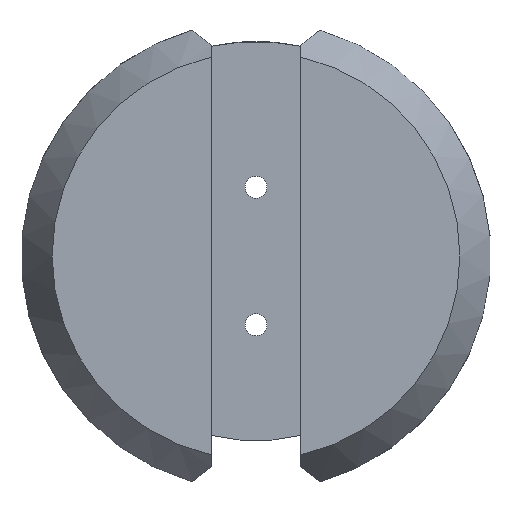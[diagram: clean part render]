
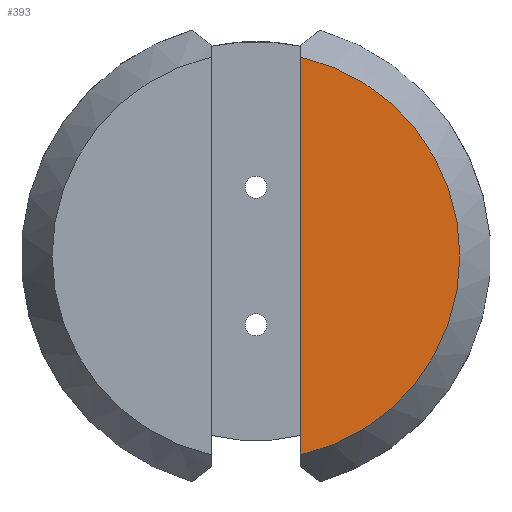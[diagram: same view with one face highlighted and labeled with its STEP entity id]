
A CAD part, front view. The second image highlights one B-rep face of the part: STEP entity #393.
In plain terms, the highlighted planar face has unit normal (0, -1, 0).
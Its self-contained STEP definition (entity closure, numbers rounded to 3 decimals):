
#32=CIRCLE('',#432,37.072);
#58=FACE_OUTER_BOUND('',#82,.T.);
#82=EDGE_LOOP('',(#289,#290));
#116=LINE('',#691,#134);
#134=VECTOR('',#504,10.);
#176=VERTEX_POINT('',#672);
#177=VERTEX_POINT('',#676);
#218=EDGE_CURVE('',#177,#176,#32,.F.);
#224=EDGE_CURVE('',#177,#176,#116,.T.);
#289=ORIENTED_EDGE('',*,*,#224,.F.);
#290=ORIENTED_EDGE('',*,*,#218,.T.);
#377=PLANE('',#438);
#393=ADVANCED_FACE('',(#58),#377,.T.);
#432=AXIS2_PLACEMENT_3D('',#677,#489,#490);
#438=AXIS2_PLACEMENT_3D('',#690,#502,#503);
#489=DIRECTION('center_axis',(0.,1.,0.));
#490=DIRECTION('ref_axis',(1.,0.,0.));
#502=DIRECTION('center_axis',(0.,-1.,0.));
#503=DIRECTION('ref_axis',(0.,0.,-1.));
#504=DIRECTION('',(0.,0.,1.));
#672=CARTESIAN_POINT('',(8.1,-30.25,36.176));
#676=CARTESIAN_POINT('',(8.1,-30.25,-36.176));
#677=CARTESIAN_POINT('Origin',(0.,-30.25,0.));
#690=CARTESIAN_POINT('Origin',(-10.691,-30.25,0.));
#691=CARTESIAN_POINT('',(8.1,-30.25,10.));
